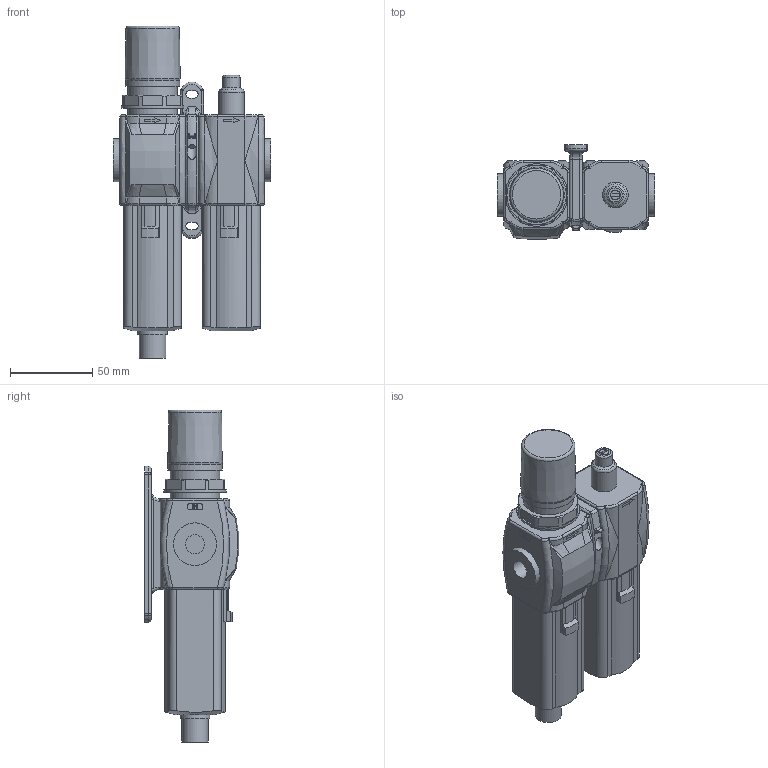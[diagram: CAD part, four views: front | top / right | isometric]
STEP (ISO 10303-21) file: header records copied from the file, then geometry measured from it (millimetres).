
FILE_DESCRIPTION(/* description */ ('Unknown'),/* implementation_level */ '2;1');
FILE_NAME(/* name */ 'GN171BH@',/* time_stamp */ '2018-09-19T12:20:55-04:00',/* author */ ('Unknown'),/* organization */ ('Unknown'),/* preprocessor_version */ 'ST-DEVELOPER v16.7',/* originating_system */ 'DEX',/* authorisation */ $);
FILE_SCHEMA (('AUTOMOTIVE_DESIGN {1 0 10303 214 3 1 1}'));
Length unit declared in the file: millimetre
Products named in the file (7): GN171BHG; #171BEM##; 1701-012G; T171Y; #171BL
Assembly tree (6 placements, depth 3):
  GN171BHG
    #171BEM##
      #171BEM##
      1701-012G
    T171Y
    #171BL
      #171BL
Bounding box: 95.8 x 57.32 x 201.6 mm (x, y, z)
Volume: 436580.7 mm3; surface area: 68289.5 mm2
Topology: 5 solids, 6 shells, 584 faces, 1423 edges, 898 vertices
Faces by surface type: plane 274, cylinder 177, bspline 76, torus 39, cone 14, sphere 4
Full cylindrical faces by diameter (mm): 4 x1, 5.6 x1, 6 x2, 10.5 x1, 11.445 x4, 11.5 x1, 15.5 x1, 16 x1, 18 x1, 26 x5, 28.5 x1, 30 x1, 31 x1, 33 x1, 38 x1
Entity records: 21411 total; most frequent: CARTESIAN_POINT 5515, ORIENTED_EDGE 2754, DIRECTION 2456, EDGE_CURVE 1377, VERTEX_POINT 893, AXIS2_PLACEMENT_3D 855, LINE 746, VECTOR 746
